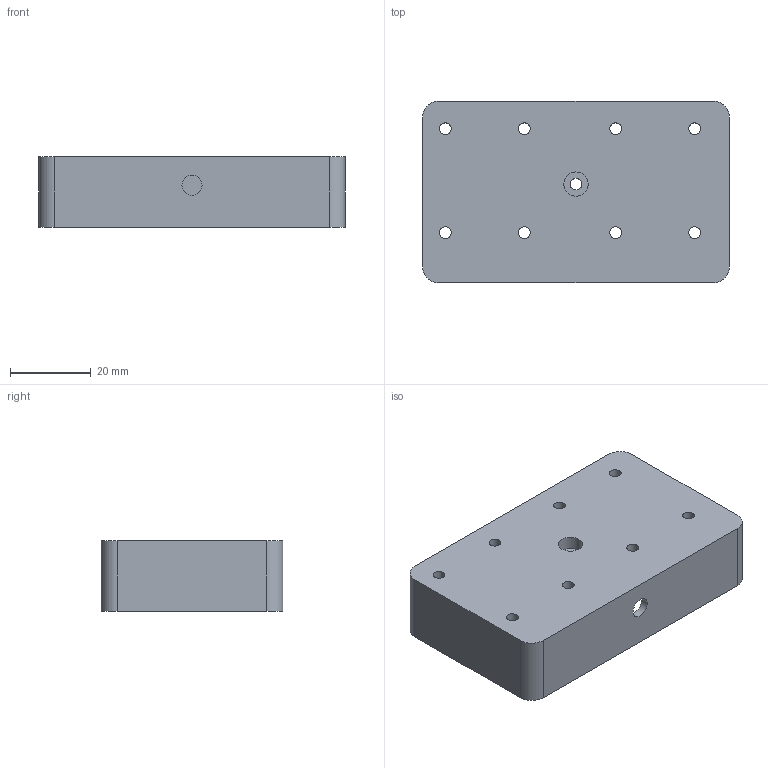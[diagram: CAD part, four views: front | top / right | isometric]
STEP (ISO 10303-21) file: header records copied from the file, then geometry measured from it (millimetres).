
FILE_DESCRIPTION(/* description */ (''),/* implementation_level */ '2;1');
FILE_NAME(/* name */ '40_Joystick_PS2_Base.ipt.step',/* time_stamp */ '2022-11-29T08:26:25+01:00',/* author */ ('diederichbenedict'),/* organization */ (''),/* preprocessor_version */ 'ST-DEVELOPER v18.1',/* originating_system */ 'Autodesk Inventor 2022',/* authorisation */ '');
FILE_SCHEMA (('AUTOMOTIVE_DESIGN { 1 0 10303 214 3 1 1 }'));
Length unit declared in the file: millimetre
Products named in the file (1): 40_Joystick_PS2_Base
Bounding box: 76 x 45 x 17.35 mm (x, y, z)
Volume: 15814.3 mm3; surface area: 15703.8 mm2
Topology: 1 solids, 1 shells, 52 faces, 117 edges, 78 vertices
Faces by surface type: cylinder 27, plane 25
Full cylindrical faces by diameter (mm): 2.9 x9, 5 x1, 6 x9
Entity records: 1556 total; most frequent: DIRECTION 277, CARTESIAN_POINT 248, ORIENTED_EDGE 234, EDGE_CURVE 117, AXIS2_PLACEMENT_3D 107, EDGE_LOOP 83, VERTEX_POINT 78, LINE 63
